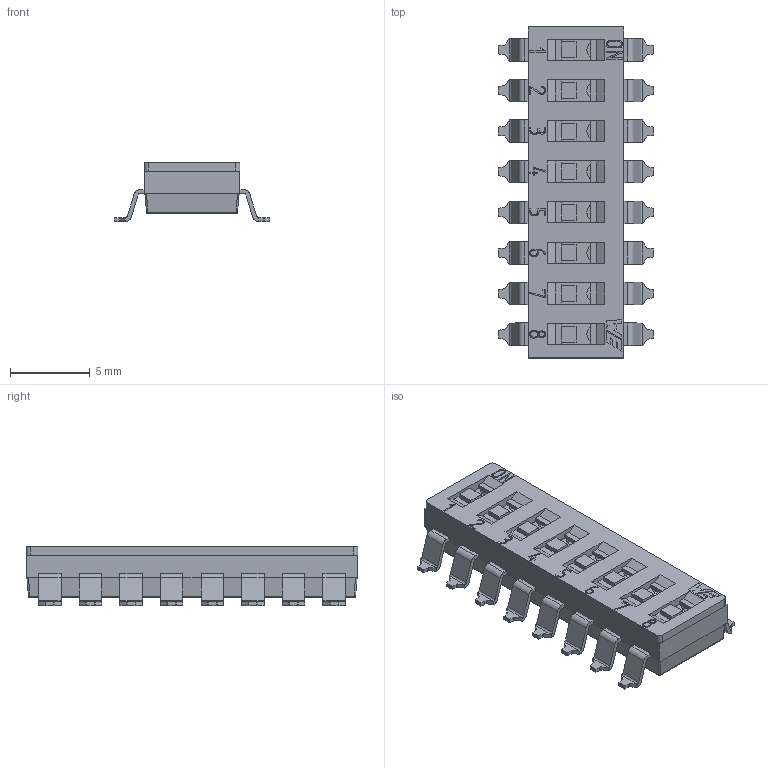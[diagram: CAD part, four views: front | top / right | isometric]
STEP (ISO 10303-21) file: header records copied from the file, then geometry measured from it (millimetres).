
FILE_DESCRIPTION(('FreeCAD Model'),'2;1');
FILE_NAME('Fusion.step', '2018-05-28T13:47:59',('kicad StepUp'),('ksu MCAD'), 'Open CASCADE STEP processor 6.8','FreeCAD','Unknown');
FILE_SCHEMA(('AUTOMOTIVE_DESIGN_CC2 { 1 2 10303 214 -1 1 5 4 }'));
Length unit declared in the file: millimetre
Products named in the file (1): Fusion
Bounding box: 9.7 x 20.76 x 3.7 mm (x, y, z)
Volume: 302.6 mm3; surface area: 912.6 mm2
Topology: 1 solids, 1 shells, 776 faces, 2164 edges, 1371 vertices
Faces by surface type: plane 586, cylinder 96, bspline 90, sphere 4
Entity records: 36601 total; most frequent: CARTESIAN_POINT 12122, ORIENTED_EDGE 4320, DIRECTION 3374, EDGE_CURVE 2160, LINE 1584, VECTOR 1584, VERTEX_POINT 1371, AXIS2_PLACEMENT_3D 895
